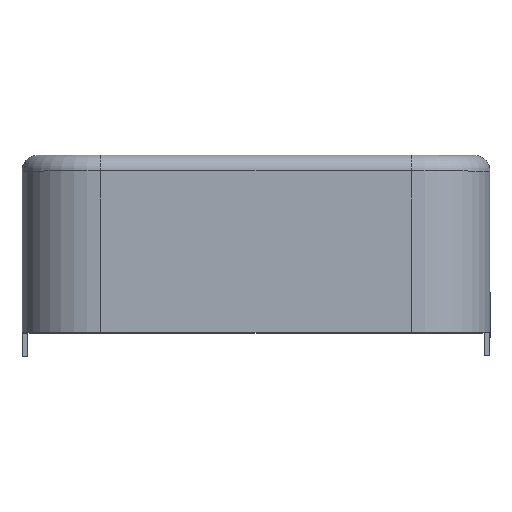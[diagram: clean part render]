
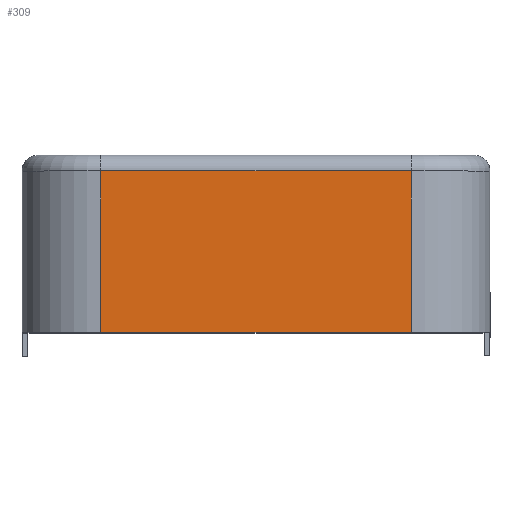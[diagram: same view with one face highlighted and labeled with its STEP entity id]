
A CAD part, top view. The second image highlights one B-rep face of the part: STEP entity #309.
In plain terms, the highlighted planar face has unit normal (0, 0, 1).
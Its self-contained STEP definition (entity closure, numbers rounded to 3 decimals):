
#136 = LINE ( 'NONE', #1128, #351 ) ;
#168 = CARTESIAN_POINT ( 'NONE',  ( 7.9, -9., 16.15 ) ) ;
#309 = ADVANCED_FACE ( 'NONE', ( #2689 ), #2207, .T. ) ;
#324 = VERTEX_POINT ( 'NONE', #168 ) ;
#351 = VECTOR ( 'NONE', #761, 1000. ) ;
#384 = LINE ( 'NONE', #620, #1596 ) ;
#401 = AXIS2_PLACEMENT_3D ( 'NONE', #1090, #2199, #2230 ) ;
#454 = VECTOR ( 'NONE', #1482, 1000. ) ;
#550 = CARTESIAN_POINT ( 'NONE',  ( -7.9, 0., 16.15 ) ) ;
#620 = CARTESIAN_POINT ( 'NONE',  ( -7.9, -9., 16.15 ) ) ;
#645 = EDGE_CURVE ( 'NONE', #2127, #2765, #2728, .T. ) ;
#700 = CARTESIAN_POINT ( 'NONE',  ( 7.9, -0.8, 16.15 ) ) ;
#761 = DIRECTION ( 'NONE',  ( 1., 0., 0. ) ) ;
#769 = VECTOR ( 'NONE', #995, 1000. ) ;
#797 = CARTESIAN_POINT ( 'NONE',  ( 7.9, 0., 16.15 ) ) ;
#814 = EDGE_CURVE ( 'NONE', #2765, #324, #384, .T. ) ;
#826 = CARTESIAN_POINT ( 'NONE',  ( -7.9, -9., 16.15 ) ) ;
#995 = DIRECTION ( 'NONE',  ( 0., -1., 0. ) ) ;
#1090 = CARTESIAN_POINT ( 'NONE',  ( -7.9, 0., 16.15 ) ) ;
#1128 = CARTESIAN_POINT ( 'NONE',  ( -7.9, -0.8, 16.15 ) ) ;
#1428 = LINE ( 'NONE', #797, #454 ) ;
#1475 = CARTESIAN_POINT ( 'NONE',  ( -7.9, -0.8, 16.15 ) ) ;
#1482 = DIRECTION ( 'NONE',  ( 0., -1., 0. ) ) ;
#1596 = VECTOR ( 'NONE', #2405, 1000. ) ;
#1870 = EDGE_LOOP ( 'NONE', ( #2355, #2461, #2394, #2323 ) ) ;
#2127 = VERTEX_POINT ( 'NONE', #1475 ) ;
#2199 = DIRECTION ( 'NONE',  ( 0., 0., 1. ) ) ;
#2207 = PLANE ( 'NONE',  #401 ) ;
#2230 = DIRECTION ( 'NONE',  ( 0., -1., 0. ) ) ;
#2323 = ORIENTED_EDGE ( 'NONE', *, *, #645, .T. ) ;
#2355 = ORIENTED_EDGE ( 'NONE', *, *, #814, .T. ) ;
#2394 = ORIENTED_EDGE ( 'NONE', *, *, #2888, .F. ) ;
#2405 = DIRECTION ( 'NONE',  ( 1., 0., 0. ) ) ;
#2461 = ORIENTED_EDGE ( 'NONE', *, *, #2662, .F. ) ;
#2662 = EDGE_CURVE ( 'NONE', #2889, #324, #1428, .T. ) ;
#2689 = FACE_OUTER_BOUND ( 'NONE', #1870, .T. ) ;
#2728 = LINE ( 'NONE', #550, #769 ) ;
#2765 = VERTEX_POINT ( 'NONE', #826 ) ;
#2888 = EDGE_CURVE ( 'NONE', #2127, #2889, #136, .T. ) ;
#2889 = VERTEX_POINT ( 'NONE', #700 ) ;
